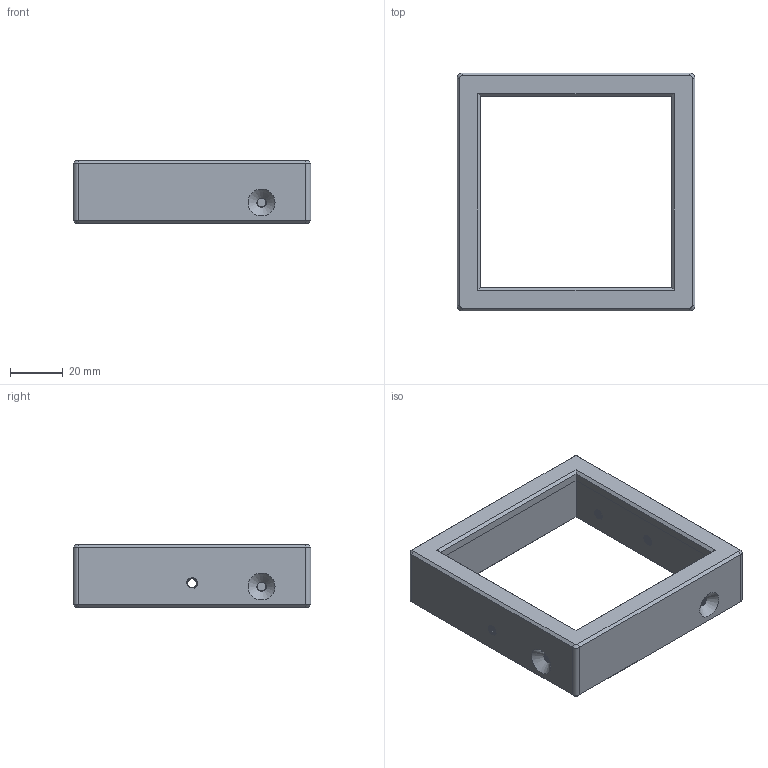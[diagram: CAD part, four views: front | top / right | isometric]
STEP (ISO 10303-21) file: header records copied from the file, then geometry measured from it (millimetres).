
FILE_DESCRIPTION(/* description */ (''),/* implementation_level */ '2;1');
FILE_NAME(/* name */ 'DeckPostSolarLightAdapter v5.step',/* time_stamp */ '2022-06-06T17:47:58-06:00',/* author */ (''),/* organization */ (''),/* preprocessor_version */ 'ST-DEVELOPER v19',/* originating_system */ 'Autodesk Translation Framework v11.7.0.108',/* authorisation */ '');
FILE_SCHEMA (('AUTOMOTIVE_DESIGN { 1 0 10303 214 3 1 1 }'));
Length unit declared in the file: millimetre
Products named in the file (1): DeckPostSolarLightAdapter
Bounding box: 90.25 x 90.25 x 24 mm (x, y, z)
Volume: 54877.8 mm3; surface area: 21374.8 mm2
Topology: 1 solids, 1 shells, 153 faces, 418 edges, 268 vertices
Faces by surface type: cylinder 94, plane 35, bspline 12, cone 12
Full cylindrical faces by diameter (mm): 3.332 x14, 4.109 x7, 4.11 x3
Entity records: 10985 total; most frequent: CARTESIAN_POINT 7448, ORIENTED_EDGE 836, DIRECTION 558, EDGE_CURVE 418, VERTEX_POINT 268, B_SPLINE_CURVE_WITH_KNOTS 200, AXIS2_PLACEMENT_3D 198, EDGE_LOOP 168
